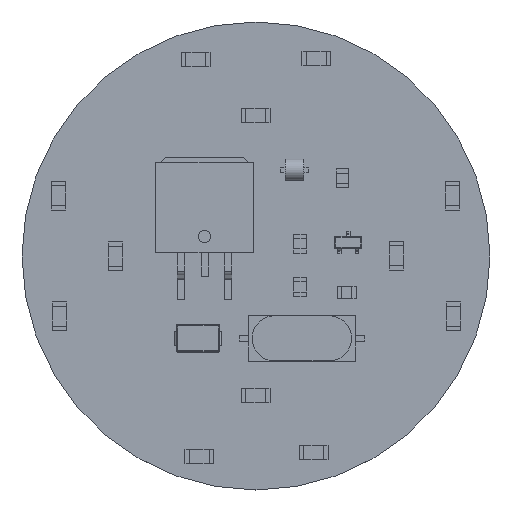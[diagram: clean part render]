
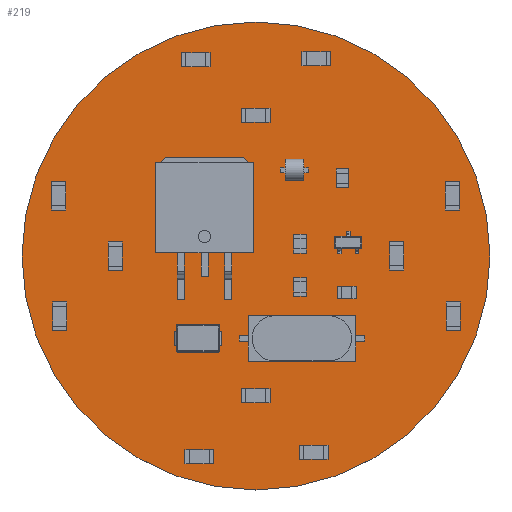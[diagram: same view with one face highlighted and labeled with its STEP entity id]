
A CAD part, top view. The second image highlights one B-rep face of the part: STEP entity #219.
In plain terms, the highlighted planar face has unit normal (0, 0, 1).
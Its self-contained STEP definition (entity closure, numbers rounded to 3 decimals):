
#184 = VERTEX_POINT('',#185);
#185 = CARTESIAN_POINT('',(25.,0.,0.411));
#191 = EDGE_CURVE('',#184,#184,#192,.T.);
#192 = CIRCLE('',#193,25.);
#193 = AXIS2_PLACEMENT_3D('',#194,#195,#196);
#194 = CARTESIAN_POINT('',(0.,0.,0.411));
#195 = DIRECTION('',(0.,0.,1.));
#196 = DIRECTION('',(1.,0.,0.));
#219 = ADVANCED_FACE('',(#220),#223,.F.);
#220 = FACE_BOUND('',#221,.T.);
#221 = EDGE_LOOP('',(#222));
#222 = ORIENTED_EDGE('',*,*,#191,.T.);
#223 = PLANE('',#224);
#224 = AXIS2_PLACEMENT_3D('',#225,#226,#227);
#225 = CARTESIAN_POINT('',(25.,0.,0.411));
#226 = DIRECTION('',(0.,0.,-1.));
#227 = DIRECTION('',(-1.,0.,0.));
